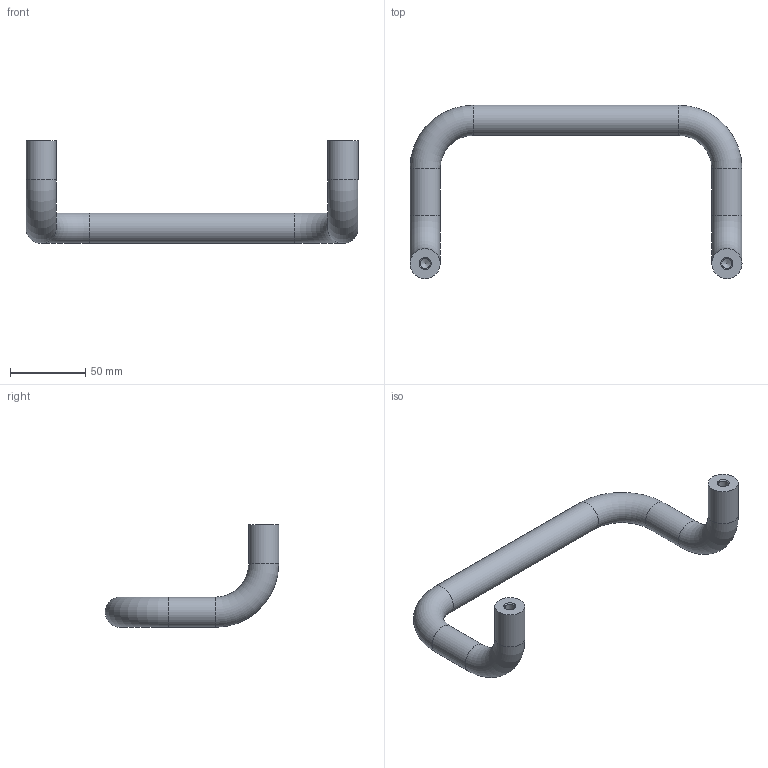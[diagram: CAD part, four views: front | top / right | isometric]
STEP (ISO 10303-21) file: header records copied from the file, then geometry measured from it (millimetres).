
FILE_DESCRIPTION(/* description */ ('KriTec Handgriff Al 200 gebogen, silber'),/* implementation_level */ '2;1');
FILE_NAME(/* name */ '10427_KriTec_Handgriff_Al_200_gebogen_silber_.stp',/* time_stamp */ '2021-06-08T10:04:31+02:00',/* author */ ('jendrek'),/* organization */ (''),/* preprocessor_version */ 'ST-DEVELOPER v17',/* originating_system */ 'Autodesk Inventor 2018',/* authorisation */ ' ');
FILE_SCHEMA (('AUTOMOTIVE_DESIGN { 1 0 10303 214 3 1 1 }'));
Length unit declared in the file: millimetre
Products named in the file (1): 10427
Bounding box: 220 x 115 x 68 mm (x, y, z)
Volume: 140273.6 mm3; surface area: 29661.2 mm2
Topology: 1 solids, 1 shells, 20 faces, 57 edges, 42 vertices
Faces by surface type: cylinder 7, plane 5, cone 4, torus 4
Full cylindrical faces by diameter (mm): 6.647 x2, 19.8 x1, 19.98 x1, 20 x3
Entity records: 730 total; most frequent: DIRECTION 141, CARTESIAN_POINT 118, ORIENTED_EDGE 110, AXIS2_PLACEMENT_3D 65, EDGE_CURVE 55, CIRCLE 44, VERTEX_POINT 42, EDGE_LOOP 25
